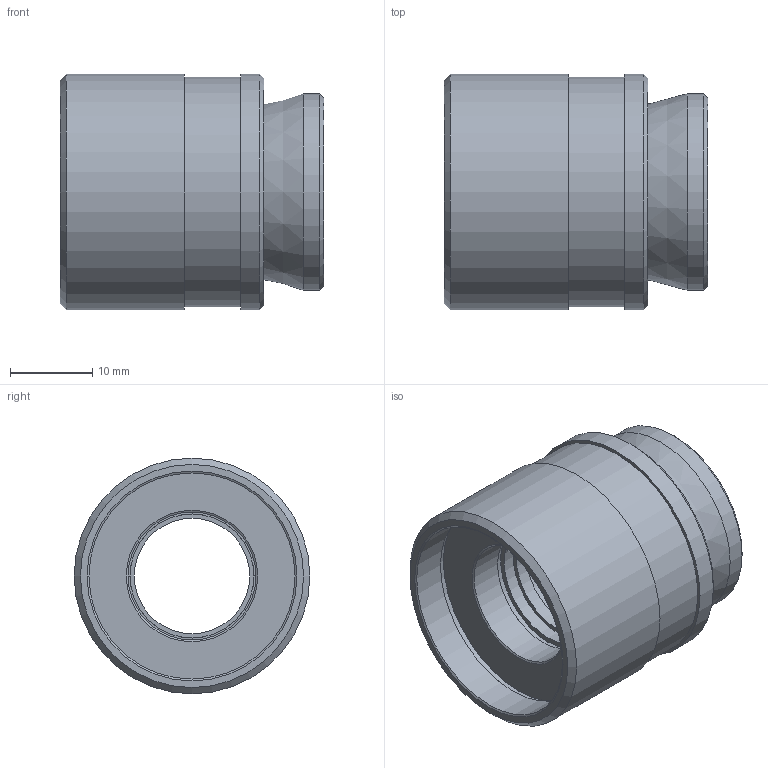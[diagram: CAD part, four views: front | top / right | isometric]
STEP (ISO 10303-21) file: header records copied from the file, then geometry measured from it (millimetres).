
FILE_DESCRIPTION((''),'2;1');
FILE_NAME('61456_0.stp','2006-05-15T11:03:20',('PODLENA'),(''),'Autodesk Inventor 10','Autodesk Inventor 10','');
FILE_SCHEMA(('AUTOMOTIVE_DESIGN { 1 0 10303 214 1 1 1 1 }'));
Length unit declared in the file: inch
Products named in the file (3): 61456_0; 61421; 60691
Assembly tree (2 placements, depth 2):
  61456_0
    61421
    60691
Bounding box: 32 x 28.57 x 28.57 mm (x, y, z)
Volume: 11031 mm3; surface area: 5750.9 mm2
Topology: 2 solids, 2 shells, 34 faces, 55 edges, 34 vertices
Faces by surface type: plane 13, cylinder 13, cone 8
Full cylindrical faces by diameter (mm): 13.995 x1, 14.148 x1, 15.011 x1, 15.037 x1, 15.5 x1, 15.875 x1, 16.262 x1, 23.825 x1, 25 x1, 25.762 x1, 27.813 x1, 28.575 x2
Entity records: 774 total; most frequent: DIRECTION 146, CARTESIAN_POINT 107, AXIS2_PLACEMENT_3D 73, ORIENTED_EDGE 68, EDGE_LOOP 68, VERTEX_POINT 34, CIRCLE 34, EDGE_CURVE 34
